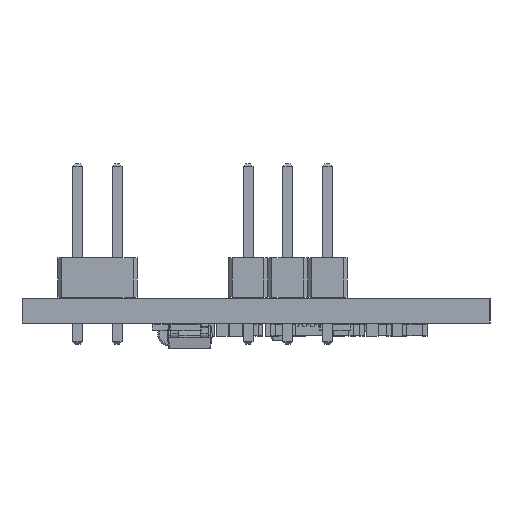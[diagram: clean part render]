
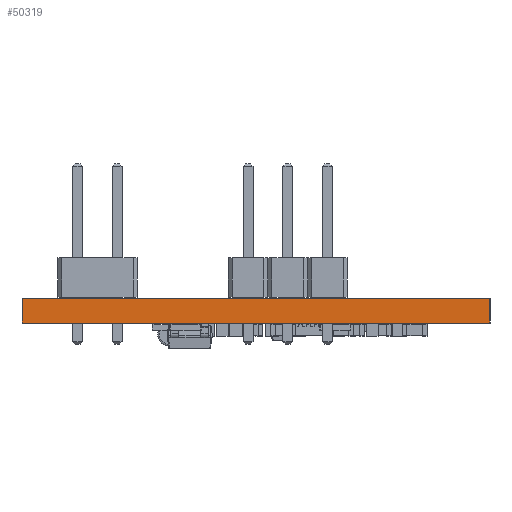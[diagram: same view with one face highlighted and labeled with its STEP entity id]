
A CAD part, left-side view. The second image highlights one B-rep face of the part: STEP entity #50319.
In plain terms, the highlighted planar face has unit normal (-1, 0, 0).
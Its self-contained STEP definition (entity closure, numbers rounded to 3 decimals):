
#47289 = PLANE('',#47290);
#47290 = AXIS2_PLACEMENT_3D('',#47291,#47292,#47293);
#47291 = CARTESIAN_POINT('',(134.874,-129.286,0.));
#47292 = DIRECTION('',(0.,1.,0.));
#47293 = DIRECTION('',(1.,0.,0.));
#47317 = PLANE('',#47318);
#47318 = AXIS2_PLACEMENT_3D('',#47319,#47320,#47321);
#47319 = CARTESIAN_POINT('',(160.02,-114.3,1.6));
#47320 = DIRECTION('',(0.,0.,1.));
#47321 = DIRECTION('',(1.,0.,-0.));
#47345 = PLANE('',#47346);
#47346 = AXIS2_PLACEMENT_3D('',#47347,#47348,#47349);
#47347 = CARTESIAN_POINT('',(185.166,-99.314,0.));
#47348 = DIRECTION('',(0.,-1.,0.));
#47349 = DIRECTION('',(-1.,0.,0.));
#47371 = PLANE('',#47372);
#47372 = AXIS2_PLACEMENT_3D('',#47373,#47374,#47375);
#47373 = CARTESIAN_POINT('',(160.02,-114.3,0.));
#47374 = DIRECTION('',(0.,0.,1.));
#47375 = DIRECTION('',(1.,0.,-0.));
#47386 = EDGE_CURVE('',#47387,#47389,#47391,.T.);
#47387 = VERTEX_POINT('',#47388);
#47388 = CARTESIAN_POINT('',(134.874,-129.286,0.));
#47389 = VERTEX_POINT('',#47390);
#47390 = CARTESIAN_POINT('',(134.874,-129.286,1.6));
#47391 = SURFACE_CURVE('',#47392,(#47396,#47403),.PCURVE_S1.);
#47392 = LINE('',#47393,#47394);
#47393 = CARTESIAN_POINT('',(134.874,-129.286,0.));
#47394 = VECTOR('',#47395,1.);
#47395 = DIRECTION('',(0.,0.,1.));
#47396 = PCURVE('',#47289,#47397);
#47397 = DEFINITIONAL_REPRESENTATION('',(#47398),#47402);
#47398 = LINE('',#47399,#47400);
#47399 = CARTESIAN_POINT('',(0.,0.));
#47400 = VECTOR('',#47401,1.);
#47401 = DIRECTION('',(0.,-1.));
#47402 = ( GEOMETRIC_REPRESENTATION_CONTEXT(2) 
PARAMETRIC_REPRESENTATION_CONTEXT() REPRESENTATION_CONTEXT('2D SPACE',''
  ) );
#47403 = PCURVE('',#47404,#47409);
#47404 = PLANE('',#47405);
#47405 = AXIS2_PLACEMENT_3D('',#47406,#47407,#47408);
#47406 = CARTESIAN_POINT('',(134.874,-99.314,0.));
#47407 = DIRECTION('',(1.,0.,-0.));
#47408 = DIRECTION('',(0.,-1.,0.));
#47409 = DEFINITIONAL_REPRESENTATION('',(#47410),#47414);
#47410 = LINE('',#47411,#47412);
#47411 = CARTESIAN_POINT('',(29.972,0.));
#47412 = VECTOR('',#47413,1.);
#47413 = DIRECTION('',(0.,-1.));
#47414 = ( GEOMETRIC_REPRESENTATION_CONTEXT(2) 
PARAMETRIC_REPRESENTATION_CONTEXT() REPRESENTATION_CONTEXT('2D SPACE',''
  ) );
#47464 = VERTEX_POINT('',#47465);
#47465 = CARTESIAN_POINT('',(134.874,-99.314,1.6));
#47486 = EDGE_CURVE('',#47487,#47464,#47489,.T.);
#47487 = VERTEX_POINT('',#47488);
#47488 = CARTESIAN_POINT('',(134.874,-99.314,0.));
#47489 = SURFACE_CURVE('',#47490,(#47494,#47501),.PCURVE_S1.);
#47490 = LINE('',#47491,#47492);
#47491 = CARTESIAN_POINT('',(134.874,-99.314,0.));
#47492 = VECTOR('',#47493,1.);
#47493 = DIRECTION('',(0.,0.,1.));
#47494 = PCURVE('',#47345,#47495);
#47495 = DEFINITIONAL_REPRESENTATION('',(#47496),#47500);
#47496 = LINE('',#47497,#47498);
#47497 = CARTESIAN_POINT('',(50.292,0.));
#47498 = VECTOR('',#47499,1.);
#47499 = DIRECTION('',(0.,-1.));
#47500 = ( GEOMETRIC_REPRESENTATION_CONTEXT(2) 
PARAMETRIC_REPRESENTATION_CONTEXT() REPRESENTATION_CONTEXT('2D SPACE',''
  ) );
#47501 = PCURVE('',#47404,#47502);
#47502 = DEFINITIONAL_REPRESENTATION('',(#47503),#47507);
#47503 = LINE('',#47504,#47505);
#47504 = CARTESIAN_POINT('',(0.,0.));
#47505 = VECTOR('',#47506,1.);
#47506 = DIRECTION('',(0.,-1.));
#47507 = ( GEOMETRIC_REPRESENTATION_CONTEXT(2) 
PARAMETRIC_REPRESENTATION_CONTEXT() REPRESENTATION_CONTEXT('2D SPACE',''
  ) );
#47535 = EDGE_CURVE('',#47487,#47387,#47536,.T.);
#47536 = SURFACE_CURVE('',#47537,(#47541,#47548),.PCURVE_S1.);
#47537 = LINE('',#47538,#47539);
#47538 = CARTESIAN_POINT('',(134.874,-99.314,0.));
#47539 = VECTOR('',#47540,1.);
#47540 = DIRECTION('',(0.,-1.,0.));
#47541 = PCURVE('',#47371,#47542);
#47542 = DEFINITIONAL_REPRESENTATION('',(#47543),#47547);
#47543 = LINE('',#47544,#47545);
#47544 = CARTESIAN_POINT('',(-25.146,14.986));
#47545 = VECTOR('',#47546,1.);
#47546 = DIRECTION('',(0.,-1.));
#47547 = ( GEOMETRIC_REPRESENTATION_CONTEXT(2) 
PARAMETRIC_REPRESENTATION_CONTEXT() REPRESENTATION_CONTEXT('2D SPACE',''
  ) );
#47548 = PCURVE('',#47404,#47549);
#47549 = DEFINITIONAL_REPRESENTATION('',(#47550),#47554);
#47550 = LINE('',#47551,#47552);
#47551 = CARTESIAN_POINT('',(0.,0.));
#47552 = VECTOR('',#47553,1.);
#47553 = DIRECTION('',(1.,0.));
#47554 = ( GEOMETRIC_REPRESENTATION_CONTEXT(2) 
PARAMETRIC_REPRESENTATION_CONTEXT() REPRESENTATION_CONTEXT('2D SPACE',''
  ) );
#49050 = EDGE_CURVE('',#47464,#47389,#49051,.T.);
#49051 = SURFACE_CURVE('',#49052,(#49056,#49063),.PCURVE_S1.);
#49052 = LINE('',#49053,#49054);
#49053 = CARTESIAN_POINT('',(134.874,-99.314,1.6));
#49054 = VECTOR('',#49055,1.);
#49055 = DIRECTION('',(0.,-1.,0.));
#49056 = PCURVE('',#47317,#49057);
#49057 = DEFINITIONAL_REPRESENTATION('',(#49058),#49062);
#49058 = LINE('',#49059,#49060);
#49059 = CARTESIAN_POINT('',(-25.146,14.986));
#49060 = VECTOR('',#49061,1.);
#49061 = DIRECTION('',(0.,-1.));
#49062 = ( GEOMETRIC_REPRESENTATION_CONTEXT(2) 
PARAMETRIC_REPRESENTATION_CONTEXT() REPRESENTATION_CONTEXT('2D SPACE',''
  ) );
#49063 = PCURVE('',#47404,#49064);
#49064 = DEFINITIONAL_REPRESENTATION('',(#49065),#49069);
#49065 = LINE('',#49066,#49067);
#49066 = CARTESIAN_POINT('',(0.,-1.6));
#49067 = VECTOR('',#49068,1.);
#49068 = DIRECTION('',(1.,0.));
#49069 = ( GEOMETRIC_REPRESENTATION_CONTEXT(2) 
PARAMETRIC_REPRESENTATION_CONTEXT() REPRESENTATION_CONTEXT('2D SPACE',''
  ) );
#50319 = ADVANCED_FACE('',(#50320),#47404,.F.);
#50320 = FACE_BOUND('',#50321,.F.);
#50321 = EDGE_LOOP('',(#50322,#50323,#50324,#50325));
#50322 = ORIENTED_EDGE('',*,*,#47486,.T.);
#50323 = ORIENTED_EDGE('',*,*,#49050,.T.);
#50324 = ORIENTED_EDGE('',*,*,#47386,.F.);
#50325 = ORIENTED_EDGE('',*,*,#47535,.F.);
